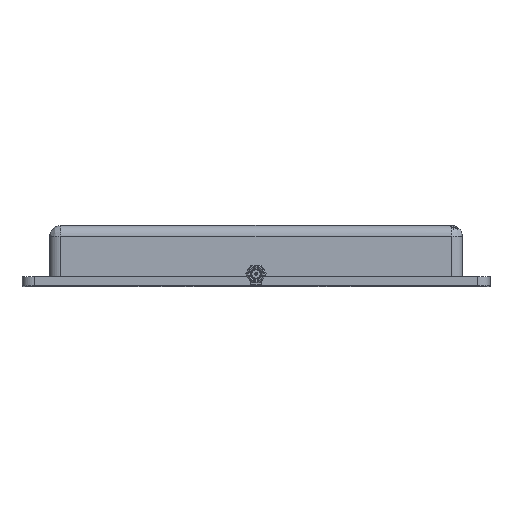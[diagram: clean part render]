
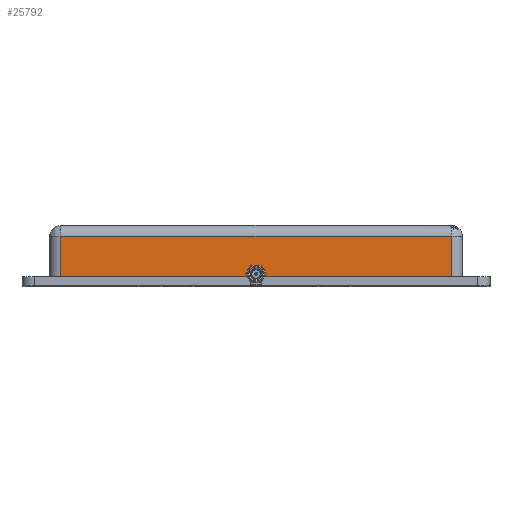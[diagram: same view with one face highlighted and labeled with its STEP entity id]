
A CAD part, top view. The second image highlights one B-rep face of the part: STEP entity #25792.
In plain terms, the highlighted face is planar.
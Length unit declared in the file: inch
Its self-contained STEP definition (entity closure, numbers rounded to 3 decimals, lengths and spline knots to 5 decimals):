
#280 = CARTESIAN_POINT ( 'NONE',  ( 22.80271, 16.96078, 0.65 ) ) ;
#893 = VECTOR ( 'NONE', #5333, 39.37008 ) ;
#897 = VERTEX_POINT ( 'NONE', #4548 ) ;
#913 = EDGE_CURVE ( 'NONE', #25592, #19857, #16291, .T. ) ;
#938 = LINE ( 'NONE', #23287, #4262 ) ;
#1080 = CARTESIAN_POINT ( 'NONE',  ( 22.44771, 16.96078, -0.08 ) ) ;
#1357 = EDGE_CURVE ( 'NONE', #897, #11300, #3842, .T. ) ;
#1598 = ORIENTED_EDGE ( 'NONE', *, *, #1357, .F. ) ;
#1664 = DIRECTION ( 'NONE',  ( 0., 0., 1. ) ) ;
#2362 = CIRCLE ( 'NONE', #11464, 0.17 ) ;
#3557 = VERTEX_POINT ( 'NONE', #17608 ) ;
#3715 = DIRECTION ( 'NONE',  ( 0., 1., 0. ) ) ;
#3842 = LINE ( 'NONE', #15585, #4520 ) ;
#4203 = VECTOR ( 'NONE', #14210, 39.37008 ) ;
#4262 = VECTOR ( 'NONE', #4370, 39.37008 ) ;
#4370 = DIRECTION ( 'NONE',  ( 1., 0., 0. ) ) ;
#4436 = CARTESIAN_POINT ( 'NONE',  ( 18.89771, 16.96078, 0.13 ) ) ;
#4520 = VECTOR ( 'NONE', #4707, 39.37008 ) ;
#4548 = CARTESIAN_POINT ( 'NONE',  ( 18.72771, 16.96078, -0.04 ) ) ;
#4707 = DIRECTION ( 'NONE',  ( 0., 0., -1. ) ) ;
#4930 = DIRECTION ( 'NONE',  ( 0., 0., 1. ) ) ;
#5333 = DIRECTION ( 'NONE',  ( 0., 0., 1. ) ) ;
#5401 = DIRECTION ( 'NONE',  ( 1., 0., 0. ) ) ;
#5592 = EDGE_LOOP ( 'NONE', ( #14333, #6034, #1598, #8389, #9772, #18347, #19766, #20086, #20652 ) ) ;
#6034 = ORIENTED_EDGE ( 'NONE', *, *, #21310, .T. ) ;
#7472 = VERTEX_POINT ( 'NONE', #18535 ) ;
#7558 = LINE ( 'NONE', #18188, #893 ) ;
#8081 = VERTEX_POINT ( 'NONE', #1080 ) ;
#8389 = ORIENTED_EDGE ( 'NONE', *, *, #19989, .T. ) ;
#9772 = ORIENTED_EDGE ( 'NONE', *, *, #11147, .T. ) ;
#10376 = CARTESIAN_POINT ( 'NONE',  ( 19.06771, 16.96078, -0.04 ) ) ;
#10779 = CARTESIAN_POINT ( 'NONE',  ( 22.80271, 16.96078, -0.1165 ) ) ;
#11147 = EDGE_CURVE ( 'NONE', #24600, #23323, #20256, .T. ) ;
#11239 = CARTESIAN_POINT ( 'NONE',  ( 18.89771, 16.96078, -0.04 ) ) ;
#11300 = VERTEX_POINT ( 'NONE', #21770 ) ;
#11317 = DIRECTION ( 'NONE',  ( 1., 0., 0. ) ) ;
#11332 = DIRECTION ( 'NONE',  ( 0., 1., 0. ) ) ;
#11464 = AXIS2_PLACEMENT_3D ( 'NONE', #11239, #11332, #4930 ) ;
#12598 = VECTOR ( 'NONE', #11317, 39.37008 ) ;
#13167 = DIRECTION ( 'NONE',  ( 0., -1., 0. ) ) ;
#13187 = EDGE_CURVE ( 'NONE', #3557, #8081, #24439, .T. ) ;
#14210 = DIRECTION ( 'NONE',  ( 0., 0., -1. ) ) ;
#14308 = CARTESIAN_POINT ( 'NONE',  ( 18.89771, 16.96078, -0.04 ) ) ;
#14333 = ORIENTED_EDGE ( 'NONE', *, *, #26982, .T. ) ;
#15061 = CARTESIAN_POINT ( 'NONE',  ( 22.44771, 16.96078, 0.65 ) ) ;
#15496 = FACE_OUTER_BOUND ( 'NONE', #5592, .T. ) ;
#15585 = CARTESIAN_POINT ( 'NONE',  ( 18.72771, 16.96078, -0.082 ) ) ;
#15617 = LINE ( 'NONE', #24861, #4203 ) ;
#16066 = EDGE_CURVE ( 'NONE', #3557, #23323, #7558, .T. ) ;
#16161 = VECTOR ( 'NONE', #5401, 39.37008 ) ;
#16291 = LINE ( 'NONE', #280, #12598 ) ;
#16323 = AXIS2_PLACEMENT_3D ( 'NONE', #10779, #13167, #21511 ) ;
#16339 = VECTOR ( 'NONE', #22734, 39.37008 ) ;
#17519 = AXIS2_PLACEMENT_3D ( 'NONE', #14308, #3715, #1664 ) ;
#17608 = CARTESIAN_POINT ( 'NONE',  ( 19.06771, 16.96078, -0.08 ) ) ;
#18188 = CARTESIAN_POINT ( 'NONE',  ( 19.06771, 16.96078, -0.038 ) ) ;
#18347 = ORIENTED_EDGE ( 'NONE', *, *, #16066, .F. ) ;
#18535 = CARTESIAN_POINT ( 'NONE',  ( 15.34771, 16.96078, -0.08 ) ) ;
#19766 = ORIENTED_EDGE ( 'NONE', *, *, #13187, .T. ) ;
#19857 = VERTEX_POINT ( 'NONE', #15061 ) ;
#19989 = EDGE_CURVE ( 'NONE', #897, #24600, #2362, .T. ) ;
#20086 = ORIENTED_EDGE ( 'NONE', *, *, #21054, .F. ) ;
#20256 = CIRCLE ( 'NONE', #17519, 0.17 ) ;
#20572 = CARTESIAN_POINT ( 'NONE',  ( 22.44771, 16.96078, -0.1165 ) ) ;
#20652 = ORIENTED_EDGE ( 'NONE', *, *, #913, .F. ) ;
#21054 = EDGE_CURVE ( 'NONE', #19857, #8081, #22939, .T. ) ;
#21310 = EDGE_CURVE ( 'NONE', #7472, #11300, #938, .T. ) ;
#21511 = DIRECTION ( 'NONE',  ( 0., 0., -1. ) ) ;
#21770 = CARTESIAN_POINT ( 'NONE',  ( 18.72771, 16.96078, -0.08 ) ) ;
#22609 = CARTESIAN_POINT ( 'NONE',  ( 22.80271, 16.96078, -0.08 ) ) ;
#22734 = DIRECTION ( 'NONE',  ( 0., 0., -1. ) ) ;
#22894 = CARTESIAN_POINT ( 'NONE',  ( 15.34771, 16.96078, 0.65 ) ) ;
#22939 = LINE ( 'NONE', #20572, #16339 ) ;
#23287 = CARTESIAN_POINT ( 'NONE',  ( 22.80271, 16.96078, -0.08 ) ) ;
#23323 = VERTEX_POINT ( 'NONE', #10376 ) ;
#23732 = PLANE ( 'NONE',  #16323 ) ;
#24439 = LINE ( 'NONE', #22609, #16161 ) ;
#24600 = VERTEX_POINT ( 'NONE', #4436 ) ;
#24861 = CARTESIAN_POINT ( 'NONE',  ( 15.34771, 16.96078, -0.1165 ) ) ;
#25592 = VERTEX_POINT ( 'NONE', #22894 ) ;
#25792 = ADVANCED_FACE ( 'NONE', ( #15496 ), #23732, .T. ) ;
#26982 = EDGE_CURVE ( 'NONE', #25592, #7472, #15617, .T. ) ;
